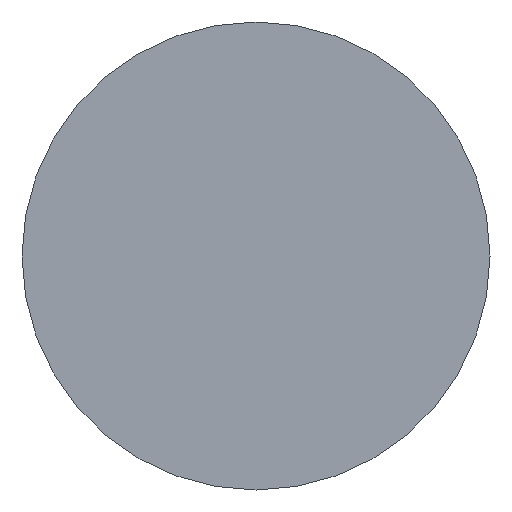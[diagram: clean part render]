
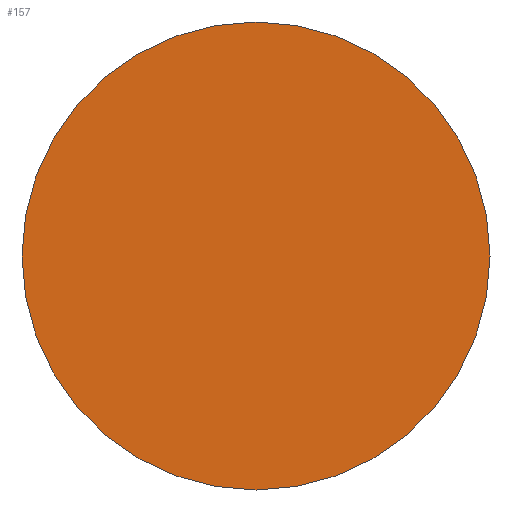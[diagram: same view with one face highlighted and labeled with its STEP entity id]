
A CAD part, left-side view. The second image highlights one B-rep face of the part: STEP entity #157.
In plain terms, the highlighted planar face has unit normal (-1, 0, 0).
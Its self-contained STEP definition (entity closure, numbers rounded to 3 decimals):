
#110=CARTESIAN_POINT('',(-12.325,0.0,-15.0));
#111=VERTEX_POINT('',#110);
#119=CARTESIAN_POINT('',(-12.325,0.0,15.0));
#120=VERTEX_POINT('',#119);
#127=CARTESIAN_POINT('',(-12.325,0.0,0.0));
#128=DIRECTION('',(-1.0,-0.0,-0.0));
#129=DIRECTION('',(0.0,0.0,-1.0));
#130=AXIS2_PLACEMENT_3D('',#127,#128,#129);
#131=CIRCLE('',#130,15.0);
#132=EDGE_CURVE('n� 196',#111,#120,#131,.T.);
#142=ORIENTED_EDGE('',*,*,#132,.T.);
#143=CARTESIAN_POINT('',(-12.325,0.0,0.0));
#144=DIRECTION('',(-1.0,-0.0,-0.0));
#145=DIRECTION('',(0.0,0.0,-1.0));
#146=AXIS2_PLACEMENT_3D('',#143,#144,#145);
#147=CIRCLE('',#146,15.0);
#148=EDGE_CURVE('n� 205',#120,#111,#147,.T.);
#149=ORIENTED_EDGE('',*,*,#148,.T.);
#150=EDGE_LOOP('',(#142,#149));
#151=FACE_OUTER_BOUND('',#150,.T.);
#152=CARTESIAN_POINT('',(-12.325,6.726,0.0));
#153=DIRECTION('',(1.0,0.0,0.0));
#154=DIRECTION('',(0.0,0.0,-1.0));
#155=AXIS2_PLACEMENT_3D('',#152,#153,#154);
#156=PLANE('',#155);
#157=ADVANCED_FACE('n� 198',(#151),#156,.F.);
